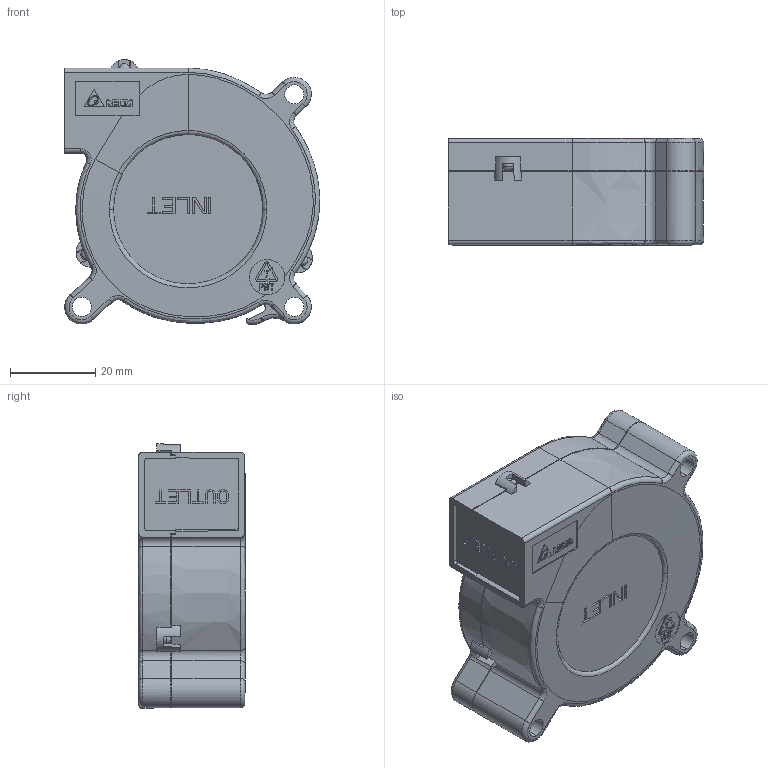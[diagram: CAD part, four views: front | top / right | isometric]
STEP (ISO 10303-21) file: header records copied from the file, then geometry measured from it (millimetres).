
FILE_DESCRIPTION((''),'2;1');
FILE_NAME('PRT0006','2017-03-16T',('QISONG.LUO'),(''),'PRO/ENGINEER BY PARAMETRIC TECHNOLOGY CORPORATION, 2012480','PRO/ENGINEER BY PARAMETRIC TECHNOLOGY CORPORATION, 2012480','');
FILE_SCHEMA(('CONFIG_CONTROL_DESIGN'));
Length unit declared in the file: millimetre
Products named in the file (1): PRT0006
Bounding box: 60.06 x 25.14 x 62.31 mm (x, y, z)
Volume: 75036.5 mm3; surface area: 17642.9 mm2
Topology: 1 solids, 2 shells, 755 faces, 2167 edges, 1443 vertices
Faces by surface type: plane 506, cylinder 167, torus 36, extrusion 19, bspline 18, cone 9
Entity records: 26651 total; most frequent: CARTESIAN_POINT 6707, ORIENTED_EDGE 4314, DIRECTION 3943, EDGE_CURVE 2157, VECTOR 1517, LINE 1498, VERTEX_POINT 1437, AXIS2_PLACEMENT_3D 1213
